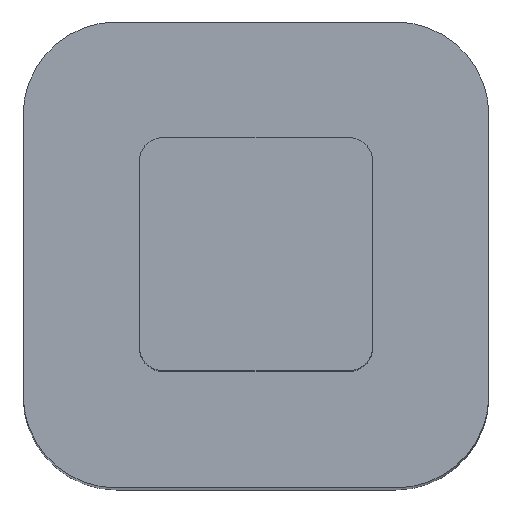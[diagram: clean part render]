
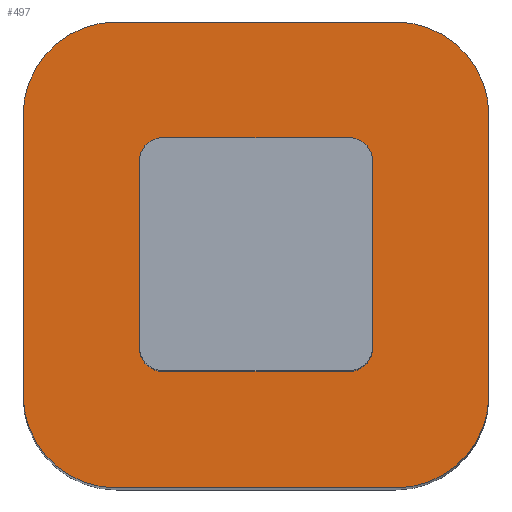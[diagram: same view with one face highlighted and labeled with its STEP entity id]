
A CAD part, top view. The second image highlights one B-rep face of the part: STEP entity #497.
In plain terms, the highlighted planar face has unit normal (0, 0, 1).
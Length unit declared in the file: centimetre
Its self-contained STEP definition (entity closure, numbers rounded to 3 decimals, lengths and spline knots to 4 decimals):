
#104=PLANE('',#523);
#122=VECTOR('',#571,1.);
#123=VECTOR('',#574,1.);
#124=VECTOR('',#577,1.);
#125=VECTOR('',#580,1.);
#126=VECTOR('',#581,1.);
#127=VECTOR('',#584,1.);
#128=VECTOR('',#587,1.);
#129=VECTOR('',#590,1.);
#166=LINE('',#681,#122);
#167=LINE('',#685,#123);
#168=LINE('',#689,#124);
#169=LINE('',#693,#125);
#170=LINE('',#694,#126);
#171=LINE('',#698,#127);
#172=LINE('',#702,#128);
#173=LINE('',#706,#129);
#208=VERTEX_POINT('',#670);
#209=VERTEX_POINT('',#671);
#212=VERTEX_POINT('',#679);
#213=VERTEX_POINT('',#680);
#214=VERTEX_POINT('',#682);
#215=VERTEX_POINT('',#684);
#216=VERTEX_POINT('',#686);
#217=VERTEX_POINT('',#688);
#218=VERTEX_POINT('',#690);
#219=VERTEX_POINT('',#692);
#220=VERTEX_POINT('',#695);
#221=VERTEX_POINT('',#697);
#222=VERTEX_POINT('',#699);
#223=VERTEX_POINT('',#701);
#224=VERTEX_POINT('',#703);
#225=VERTEX_POINT('',#705);
#248=CIRCLE('',#521,0.508);
#250=CIRCLE('',#524,0.127);
#251=CIRCLE('',#525,0.127);
#252=CIRCLE('',#526,0.127);
#253=CIRCLE('',#527,0.127);
#254=CIRCLE('',#528,0.508);
#255=CIRCLE('',#529,0.508);
#256=CIRCLE('',#530,0.508);
#264=EDGE_CURVE('',#208,#209,#248,.T.);
#268=EDGE_CURVE('',#212,#213,#250,.T.);
#269=EDGE_CURVE('',#213,#214,#166,.T.);
#270=EDGE_CURVE('',#214,#215,#251,.T.);
#271=EDGE_CURVE('',#215,#216,#167,.T.);
#272=EDGE_CURVE('',#216,#217,#252,.T.);
#273=EDGE_CURVE('',#217,#218,#168,.T.);
#274=EDGE_CURVE('',#218,#219,#253,.T.);
#275=EDGE_CURVE('',#219,#212,#169,.T.);
#276=EDGE_CURVE('',#220,#208,#170,.T.);
#277=EDGE_CURVE('',#221,#220,#254,.T.);
#278=EDGE_CURVE('',#222,#221,#171,.T.);
#279=EDGE_CURVE('',#223,#222,#255,.T.);
#280=EDGE_CURVE('',#224,#223,#172,.T.);
#281=EDGE_CURVE('',#225,#224,#256,.T.);
#282=EDGE_CURVE('',#209,#225,#173,.T.);
#328=ORIENTED_EDGE('',*,*,#268,.T.);
#329=ORIENTED_EDGE('',*,*,#269,.T.);
#330=ORIENTED_EDGE('',*,*,#270,.T.);
#331=ORIENTED_EDGE('',*,*,#271,.T.);
#332=ORIENTED_EDGE('',*,*,#272,.T.);
#333=ORIENTED_EDGE('',*,*,#273,.T.);
#334=ORIENTED_EDGE('',*,*,#274,.T.);
#335=ORIENTED_EDGE('',*,*,#275,.T.);
#336=ORIENTED_EDGE('',*,*,#264,.F.);
#337=ORIENTED_EDGE('',*,*,#276,.F.);
#338=ORIENTED_EDGE('',*,*,#277,.F.);
#339=ORIENTED_EDGE('',*,*,#278,.F.);
#340=ORIENTED_EDGE('',*,*,#279,.F.);
#341=ORIENTED_EDGE('',*,*,#280,.F.);
#342=ORIENTED_EDGE('',*,*,#281,.F.);
#343=ORIENTED_EDGE('',*,*,#282,.F.);
#445=EDGE_LOOP('',(#328,#329,#330,#331,#332,#333,#334,#335));
#446=EDGE_LOOP('',(#336,#337,#338,#339,#340,#341,#342,#343));
#471=FACE_BOUND('',#445,.T.);
#472=FACE_BOUND('',#446,.T.);
#497=ADVANCED_FACE('',(#471,#472),#104,.T.);
#521=AXIS2_PLACEMENT_3D('',#669,#562,#563);
#523=AXIS2_PLACEMENT_3D('',#677,#568,$);
#524=AXIS2_PLACEMENT_3D('',#678,#569,#570);
#525=AXIS2_PLACEMENT_3D('',#683,#572,#573);
#526=AXIS2_PLACEMENT_3D('',#687,#575,#576);
#527=AXIS2_PLACEMENT_3D('',#691,#578,#579);
#528=AXIS2_PLACEMENT_3D('',#696,#582,#583);
#529=AXIS2_PLACEMENT_3D('',#700,#585,#586);
#530=AXIS2_PLACEMENT_3D('',#704,#588,#589);
#562=DIRECTION('',(0.,0.,-1.));
#563=DIRECTION('',(0.359,-0.359,0.));
#568=DIRECTION('',(0.,0.,1.));
#569=DIRECTION('',(0.,0.,-1.));
#570=DIRECTION('',(0.127,0.,0.));
#571=DIRECTION('',(1.,0.,0.));
#572=DIRECTION('',(0.,0.,-1.));
#573=DIRECTION('',(0.127,0.,0.));
#574=DIRECTION('',(0.,-1.,0.));
#575=DIRECTION('',(0.,0.,-1.));
#576=DIRECTION('',(0.127,0.,0.));
#577=DIRECTION('',(-1.,0.,0.));
#578=DIRECTION('',(0.,0.,-1.));
#579=DIRECTION('',(0.127,0.,0.));
#580=DIRECTION('',(0.,1.,0.));
#581=DIRECTION('',(0.,-1.,0.));
#582=DIRECTION('',(0.,0.,-1.));
#583=DIRECTION('',(0.359,0.359,0.));
#584=DIRECTION('',(1.,0.,0.));
#585=DIRECTION('',(0.,0.,-1.));
#586=DIRECTION('',(-0.359,0.359,0.));
#587=DIRECTION('',(0.,1.,0.));
#588=DIRECTION('',(0.,0.,-1.));
#589=DIRECTION('',(-0.359,-0.359,0.));
#590=DIRECTION('',(-1.,0.,0.));
#669=CARTESIAN_POINT('',(0.762,-0.762,6.604));
#670=CARTESIAN_POINT('',(1.27,-0.762,6.604));
#671=CARTESIAN_POINT('',(0.762,-1.27,6.604));
#677=CARTESIAN_POINT('',(0.,0.,6.604));
#678=CARTESIAN_POINT('',(-0.508,0.508,6.604));
#679=CARTESIAN_POINT('',(-0.635,0.508,6.604));
#680=CARTESIAN_POINT('',(-0.508,0.635,6.604));
#681=CARTESIAN_POINT('',(0.,0.635,6.604));
#682=CARTESIAN_POINT('',(0.508,0.635,6.604));
#683=CARTESIAN_POINT('',(0.508,0.508,6.604));
#684=CARTESIAN_POINT('',(0.635,0.508,6.604));
#685=CARTESIAN_POINT('',(0.635,0.,6.604));
#686=CARTESIAN_POINT('',(0.635,-0.508,6.604));
#687=CARTESIAN_POINT('',(0.508,-0.508,6.604));
#688=CARTESIAN_POINT('',(0.508,-0.635,6.604));
#689=CARTESIAN_POINT('',(0.,-0.635,6.604));
#690=CARTESIAN_POINT('',(-0.508,-0.635,6.604));
#691=CARTESIAN_POINT('',(-0.508,-0.508,6.604));
#692=CARTESIAN_POINT('',(-0.635,-0.508,6.604));
#693=CARTESIAN_POINT('',(-0.635,0.,6.604));
#694=CARTESIAN_POINT('',(1.27,1.27,6.604));
#695=CARTESIAN_POINT('',(1.27,0.762,6.604));
#696=CARTESIAN_POINT('',(0.762,0.762,6.604));
#697=CARTESIAN_POINT('',(0.762,1.27,6.604));
#698=CARTESIAN_POINT('',(-1.27,1.27,6.604));
#699=CARTESIAN_POINT('',(-0.762,1.27,6.604));
#700=CARTESIAN_POINT('',(-0.762,0.762,6.604));
#701=CARTESIAN_POINT('',(-1.27,0.762,6.604));
#702=CARTESIAN_POINT('',(-1.27,-1.27,6.604));
#703=CARTESIAN_POINT('',(-1.27,-0.762,6.604));
#704=CARTESIAN_POINT('',(-0.762,-0.762,6.604));
#705=CARTESIAN_POINT('',(-0.762,-1.27,6.604));
#706=CARTESIAN_POINT('',(1.27,-1.27,6.604));
